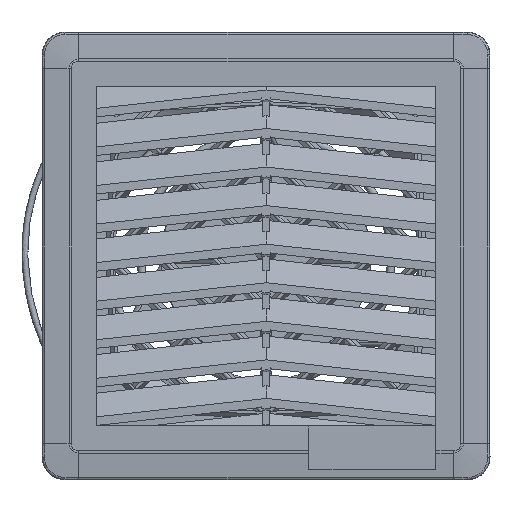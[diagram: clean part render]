
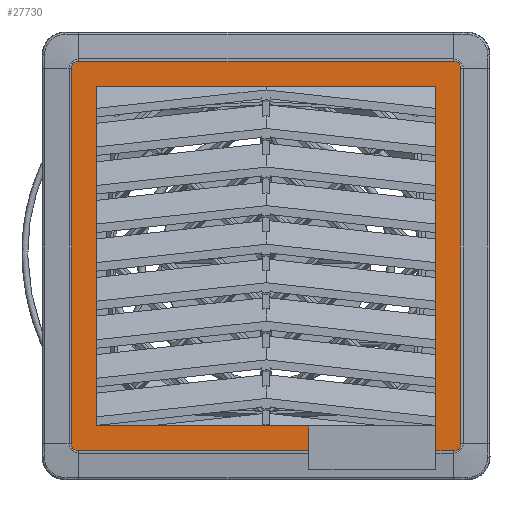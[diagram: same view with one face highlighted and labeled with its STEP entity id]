
A CAD part, front view. The second image highlights one B-rep face of the part: STEP entity #27730.
In plain terms, the highlighted planar face has unit normal (0, -1, 0).
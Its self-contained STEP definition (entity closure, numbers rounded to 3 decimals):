
#21957=DIRECTION('',(0.,0.,-1.));
#21958=VECTOR('',#21957,89.186);
#21959=CARTESIAN_POINT('',(-46.345,-23.219,
45.087));
#21960=LINE('',#21959,#21958);
#21979=DIRECTION('',(1.,0.,0.));
#21980=VECTOR('',#21979,80.719);
#21981=CARTESIAN_POINT('',(-40.359,-23.219,
40.904));
#21982=LINE('',#21981,#21980);
#21986=DIRECTION('',(0.,0.,1.));
#21987=VECTOR('',#21986,80.822);
#21988=CARTESIAN_POINT('',(-40.359,-23.219,
-39.917));
#21989=LINE('',#21988,#21987);
#21993=DIRECTION('',(-1.,0.,0.));
#21994=VECTOR('',#21993,50.519);
#21995=CARTESIAN_POINT('',(10.159,-23.219,
-39.917));
#21996=LINE('',#21995,#21994);
#22000=CARTESIAN_POINT('',(-44.593,-23.219,
-44.1));
#22001=DIRECTION('',(0.,-1.,0.));
#22002=DIRECTION('',(-1.,0.,0.));
#22003=AXIS2_PLACEMENT_3D('',#22000,#22001,#22002);
#22008=CARTESIAN_POINT('',(-44.593,-23.219,
45.087));
#22009=DIRECTION('',(0.,-1.,0.));
#22010=DIRECTION('',(0.,0.,1.));
#22011=AXIS2_PLACEMENT_3D('',#22008,#22009,#22010);
#22016=CARTESIAN_POINT('',(44.593,-23.219,
45.087));
#22017=DIRECTION('',(0.,-1.,0.));
#22018=DIRECTION('',(1.,0.,0.));
#22019=AXIS2_PLACEMENT_3D('',#22016,#22017,#22018);
#22024=CARTESIAN_POINT('',(44.593,-23.219,
-44.1));
#22025=DIRECTION('',(0.,-1.,0.));
#22026=DIRECTION('',(0.,0.,-1.));
#22027=AXIS2_PLACEMENT_3D('',#22024,#22025,#22026);
#22032=DIRECTION('',(0.,0.,-1.));
#22033=VECTOR('',#22032,86.756);
#22034=CARTESIAN_POINT('',(40.359,-23.219,
40.904));
#22035=LINE('',#22034,#22033);
#22054=DIRECTION('',(0.,0.,-1.));
#22055=VECTOR('',#22054,5.934);
#22056=CARTESIAN_POINT('',(10.159,-23.219,
-39.917));
#22057=LINE('',#22056,#22055);
#22089=DIRECTION('',(1.,0.,0.));
#22090=VECTOR('',#22089,54.752);
#22091=CARTESIAN_POINT('',(-44.593,-23.219,
-45.851));
#22092=LINE('',#22091,#22090);
#22103=DIRECTION('',(1.,0.,0.));
#22104=VECTOR('',#22103,4.234);
#22105=CARTESIAN_POINT('',(40.359,-23.219,
-45.851));
#22106=LINE('',#22105,#22104);
#22348=DIRECTION('',(-1.,0.,0.));
#22349=VECTOR('',#22348,89.186);
#22350=CARTESIAN_POINT('',(44.593,-23.219,
46.838));
#22351=LINE('',#22350,#22349);
#22387=DIRECTION('',(0.,0.,1.));
#22388=VECTOR('',#22387,89.186);
#22389=CARTESIAN_POINT('',(46.345,-23.219,
-44.1));
#22390=LINE('',#22389,#22388);
#23899=CARTESIAN_POINT('',(-40.359,-23.219,
-39.917));
#23900=VERTEX_POINT('',#23899);
#23901=CARTESIAN_POINT('',(-40.359,-23.219,
40.904));
#23902=VERTEX_POINT('',#23901);
#23979=CARTESIAN_POINT('',(10.159,-23.219,
-39.917));
#23980=VERTEX_POINT('',#23979);
#24450=CARTESIAN_POINT('',(40.359,-23.219,
40.904));
#24452=VERTEX_POINT('',#24450);
#24459=CARTESIAN_POINT('',(40.359,-23.219,
-45.851));
#24460=VERTEX_POINT('',#24459);
#24641=CARTESIAN_POINT('',(-46.345,-23.219,
-44.1));
#24642=VERTEX_POINT('',#24641);
#24643=CARTESIAN_POINT('',(-44.593,-23.219,
-45.851));
#24644=VERTEX_POINT('',#24643);
#24645=CARTESIAN_POINT('',(-46.345,-23.219,
45.087));
#24646=VERTEX_POINT('',#24645);
#24647=CARTESIAN_POINT('',(10.159,-23.219,
-45.851));
#24648=VERTEX_POINT('',#24647);
#24649=CARTESIAN_POINT('',(-44.593,-23.219,
46.838));
#24650=VERTEX_POINT('',#24649);
#24651=CARTESIAN_POINT('',(44.593,-23.219,
46.838));
#24652=VERTEX_POINT('',#24651);
#24653=CARTESIAN_POINT('',(46.345,-23.219,
45.087));
#24654=VERTEX_POINT('',#24653);
#24655=CARTESIAN_POINT('',(46.345,-23.219,
-44.1));
#24656=VERTEX_POINT('',#24655);
#24657=CARTESIAN_POINT('',(44.593,-23.219,
-45.851));
#24658=VERTEX_POINT('',#24657);
#27701=CARTESIAN_POINT('',(0.,-23.219,
0.493));
#27702=DIRECTION('',(0.,1.,0.));
#27703=DIRECTION('',(1.,0.,0.));
#27704=AXIS2_PLACEMENT_3D('',#27701,#27702,#27703);
#27705=PLANE('',#27704);
#27706=ORIENTED_EDGE('',*,*,#26532,.F.);
#27707=ORIENTED_EDGE('',*,*,#25169,.F.);
#27708=ORIENTED_EDGE('',*,*,#25270,.F.);
#27710=ORIENTED_EDGE('',*,*,#27709,.T.);
#27712=ORIENTED_EDGE('',*,*,#27711,.F.);
#27713=ORIENTED_EDGE('',*,*,#27680,.F.);
#27714=ORIENTED_EDGE('',*,*,#27692,.F.);
#27716=ORIENTED_EDGE('',*,*,#27715,.F.);
#27718=ORIENTED_EDGE('',*,*,#27717,.F.);
#27720=ORIENTED_EDGE('',*,*,#27719,.F.);
#27722=ORIENTED_EDGE('',*,*,#27721,.F.);
#27724=ORIENTED_EDGE('',*,*,#27723,.F.);
#27726=ORIENTED_EDGE('',*,*,#27725,.F.);
#27727=ORIENTED_EDGE('',*,*,#26555,.F.);
#27728=EDGE_LOOP('',(#27706,#27707,#27708,#27710,#27712,#27713,#27714,#27716,
#27718,#27720,#27722,#27724,#27726,#27727));
#27729=FACE_OUTER_BOUND('',#27728,.F.);
#27730=ADVANCED_FACE('',(#27729),#27705,.F.);
#22004=CIRCLE('',#22003,1.752);
#22012=CIRCLE('',#22011,1.752);
#22020=CIRCLE('',#22019,1.752);
#22028=CIRCLE('',#22027,1.752);
#25169=EDGE_CURVE('',#23900,#23902,#21989,.T.);
#25270=EDGE_CURVE('',#23980,#23900,#21996,.T.);
#26532=EDGE_CURVE('',#23902,#24452,#21982,.T.);
#26555=EDGE_CURVE('',#24452,#24460,#22035,.T.);
#27680=EDGE_CURVE('',#24642,#24644,#22004,.T.);
#27692=EDGE_CURVE('',#24646,#24642,#21960,.T.);
#27709=EDGE_CURVE('',#23980,#24648,#22057,.T.);
#27711=EDGE_CURVE('',#24644,#24648,#22092,.T.);
#27715=EDGE_CURVE('',#24650,#24646,#22012,.T.);
#27717=EDGE_CURVE('',#24652,#24650,#22351,.T.);
#27719=EDGE_CURVE('',#24654,#24652,#22020,.T.);
#27721=EDGE_CURVE('',#24656,#24654,#22390,.T.);
#27723=EDGE_CURVE('',#24658,#24656,#22028,.T.);
#27725=EDGE_CURVE('',#24460,#24658,#22106,.T.);
